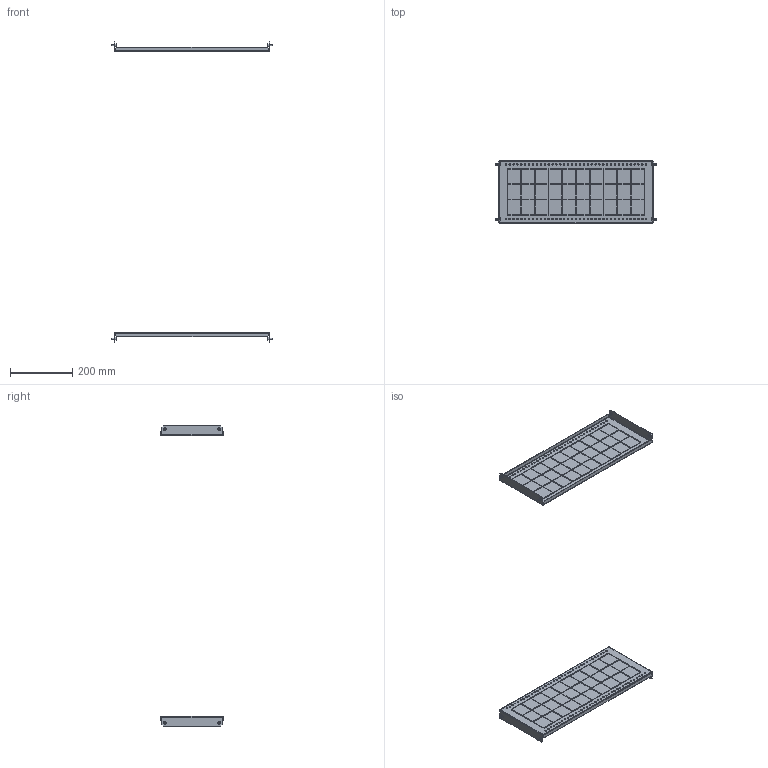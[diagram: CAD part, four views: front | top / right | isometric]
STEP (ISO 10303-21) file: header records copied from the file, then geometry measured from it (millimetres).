
FILE_DESCRIPTION (( 'STEP AP203' ), '1' );
FILE_NAME ('Ïàíåëè áîêîâûå ñåêöèîííûå Â200 Ã600 (2 øò.) EKF AleSta.STEP', '2025-09-15T11:20:13', ( '' ), ( '' ), 'SwSTEP 2.0', 'SolidWorks 2021', '' );
FILE_SCHEMA (( 'CONFIG_CONTROL_DESIGN' ));
Length unit declared in the file: millimetre
Products named in the file (3): Âèíò_ðåçüáîâûäàâëèâàþùèé_Ì5õ12_DIN 7500E_Œ5å12; Ïàíåëè áîêîâûå ñåêöèîííûå Â200 Ã600 (2 øò.) EKF AleSta; MA1.800.060603.04.01 Ïàíåëè áîêîâûå äëÿ ñåêöèîíèðîâàíèÿ Â300 Ã600 ìì_‚200ƒ600
Assembly tree (10 placements, depth 2):
  Ïàíåëè áîêîâûå ñåêöèîííûå Â200 Ã600 (2 øò.) EKF AleSta
    MA1.800.060603.04.01 Ïàíåëè áîêîâûå äëÿ ñåêöèîíèðîâàíèÿ Â300 Ã600 ìì_‚200ƒ600  x2
    Âèíò_ðåçüáîâûäàâëèâàþùèé_Ì5õ12_DIN 7500E_Œ5å12  x8
Bounding box: 518 x 199 x 962 mm (x, y, z)
Volume: 345882.4 mm3; surface area: 487406.9 mm2
Topology: 10 solids, 10 shells, 1116 faces, 3160 edges, 2080 vertices
Faces by surface type: plane 740, cylinder 360, cone 16
Entity records: 17893 total; most frequent: CARTESIAN_POINT 2975, ORIENTED_EDGE 2956, DIRECTION 2862, EDGE_CURVE 1478, LINE 1140, VECTOR 1140, VERTEX_POINT 974, AXIS2_PLACEMENT_3D 861
